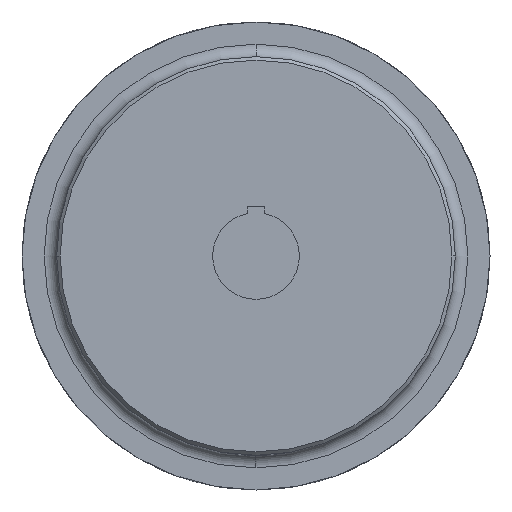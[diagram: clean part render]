
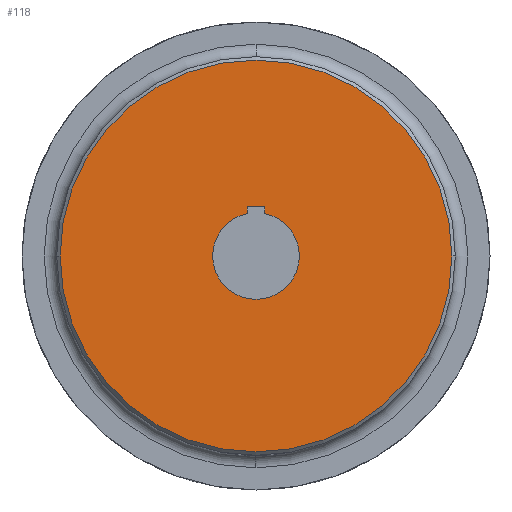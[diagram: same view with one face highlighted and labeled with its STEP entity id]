
A CAD part, left-side view. The second image highlights one B-rep face of the part: STEP entity #118.
In plain terms, the highlighted planar face has unit normal (-1, 0, 0).
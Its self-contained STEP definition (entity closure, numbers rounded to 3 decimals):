
#118=ADVANCED_FACE('',(#227,#228),#229,.T.);
#227=FACE_BOUND('',#382,.T.);
#228=FACE_OUTER_BOUND('',#383,.T.);
#229=PLANE('',#384);
#382=EDGE_LOOP('',(#757,#758,#759,#760,#761));
#383=EDGE_LOOP('',(#762,#763));
#384=AXIS2_PLACEMENT_3D('',#764,#765,#766);
#757=ORIENTED_EDGE('',*,*,#1200,.T.);
#758=ORIENTED_EDGE('',*,*,#1203,.T.);
#759=ORIENTED_EDGE('',*,*,#1184,.T.);
#760=ORIENTED_EDGE('',*,*,#1194,.T.);
#761=ORIENTED_EDGE('',*,*,#1197,.T.);
#762=ORIENTED_EDGE('',*,*,#1175,.F.);
#763=ORIENTED_EDGE('',*,*,#1207,.F.);
#764=CARTESIAN_POINT('',(-92.5,28.25,0.0));
#765=DIRECTION('',(-1.0,0.0,0.0));
#766=DIRECTION('',(0.0,-1.0,0.0));
#1175=EDGE_CURVE('',#1439,#1442,#1443,.T.);
#1184=EDGE_CURVE('',#1458,#1456,#1459,.T.);
#1194=EDGE_CURVE('',#1456,#1474,#1475,.T.);
#1197=EDGE_CURVE('',#1474,#1479,#1480,.T.);
#1200=EDGE_CURVE('',#1479,#1484,#1485,.T.);
#1203=EDGE_CURVE('',#1484,#1458,#1489,.T.);
#1207=EDGE_CURVE('',#1442,#1439,#1493,.T.);
#1439=VERTEX_POINT('',#2175);
#1442=VERTEX_POINT('',#2179);
#1443=CIRCLE('',#2180,56.5);
#1456=VERTEX_POINT('',#2197);
#1458=VERTEX_POINT('',#2200);
#1459=CIRCLE('',#2201,12.5);
#1474=VERTEX_POINT('',#2353);
#1475=LINE('',#2354,#2355);
#1479=VERTEX_POINT('',#2361);
#1480=LINE('',#2362,#2363);
#1484=VERTEX_POINT('',#2369);
#1485=LINE('',#2370,#2371);
#1489=CIRCLE('',#2377,12.5);
#1493=CIRCLE('',#2381,56.5);
#2175=CARTESIAN_POINT('',(-92.5,56.5,0.0));
#2179=CARTESIAN_POINT('',(-92.5,-56.5,0.));
#2180=AXIS2_PLACEMENT_3D('',#3047,#3048,#3049);
#2197=CARTESIAN_POINT('',(-92.5,2.5,12.247));
#2200=CARTESIAN_POINT('',(-92.5,0.,-12.5));
#2201=AXIS2_PLACEMENT_3D('',#3064,#3065,#3066);
#2353=CARTESIAN_POINT('',(-92.5,2.5,14.25));
#2354=CARTESIAN_POINT('',(-92.5,2.5,3.563));
#2355=VECTOR('',#3070,1.0);
#2361=CARTESIAN_POINT('',(-92.5,-2.5,14.25));
#2362=CARTESIAN_POINT('',(-92.5,14.125,14.25));
#2363=VECTOR('',#3073,1.0);
#2369=CARTESIAN_POINT('',(-92.5,-2.5,12.247));
#2370=CARTESIAN_POINT('',(-92.5,-2.5,3.563));
#2371=VECTOR('',#3076,1.0);
#2377=AXIS2_PLACEMENT_3D('',#3079,#3080,#3081);
#2381=AXIS2_PLACEMENT_3D('',#3091,#3092,#3093);
#3047=CARTESIAN_POINT('',(-92.5,0.0,0.0));
#3048=DIRECTION('',(1.0,0.0,0.0));
#3049=DIRECTION('',(0.0,1.0,0.0));
#3064=CARTESIAN_POINT('',(-92.5,0.0,0.0));
#3065=DIRECTION('',(1.0,0.0,0.0));
#3066=DIRECTION('',(0.0,0.0,-1.0));
#3070=DIRECTION('',(0.0,-0.0,1.0));
#3073=DIRECTION('',(0.0,-1.0,0.0));
#3076=DIRECTION('',(0.0,0.0,-1.0));
#3079=CARTESIAN_POINT('',(-92.5,0.0,0.0));
#3080=DIRECTION('',(1.0,0.0,0.0));
#3081=DIRECTION('',(0.0,0.0,-1.0));
#3091=CARTESIAN_POINT('',(-92.5,0.0,0.0));
#3092=DIRECTION('',(1.0,0.0,0.0));
#3093=DIRECTION('',(0.0,1.0,0.0));
